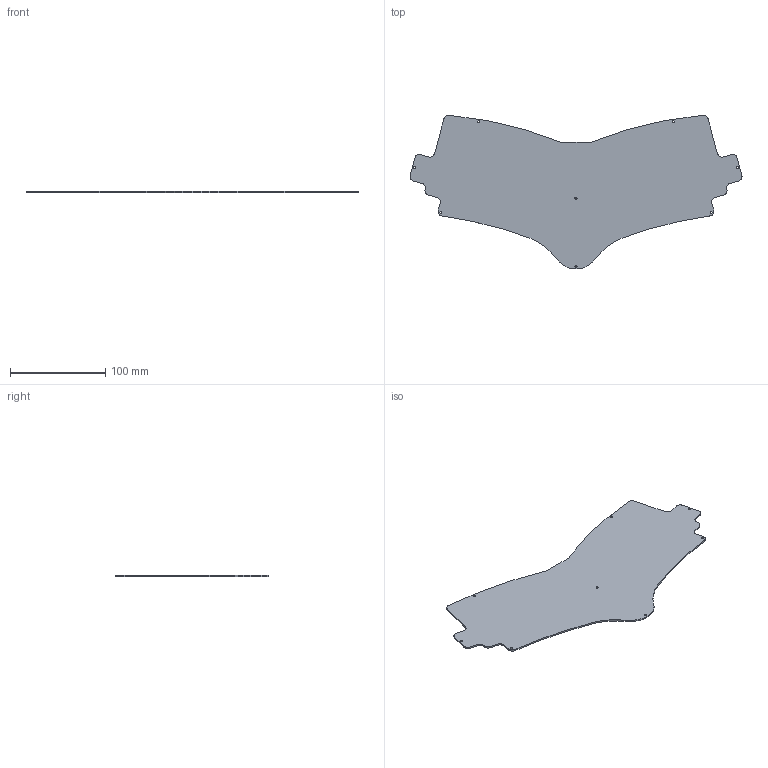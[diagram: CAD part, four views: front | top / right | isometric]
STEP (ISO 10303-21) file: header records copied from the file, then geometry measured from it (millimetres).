
FILE_DESCRIPTION(('KiCad electronic assembly'),'2;1');
FILE_NAME('baseplate.step','2024-05-26T02:14:56',('Pcbnew'),('Kicad'), 'Open CASCADE STEP processor 7.7','KiCad to STEP converter','Unknown' );
FILE_SCHEMA(('AUTOMOTIVE_DESIGN { 1 0 10303 214 1 1 1 1 }'));
Length unit declared in the file: millimetre
Products named in the file (2): baseplate 1; Ashwing66_baseplate_PCB
Assembly tree (1 placements, depth 2):
  baseplate 1
    Ashwing66_baseplate_PCB
Bounding box: 348.57 x 161.06 x 1.6 mm (x, y, z)
Volume: 55286.8 mm3; surface area: 70622.5 mm2
Topology: 1 solids, 1 shells, 46 faces, 132 edges, 88 vertices
Faces by surface type: cylinder 31, plane 15
Full cylindrical faces by diameter (mm): 2.2 x8
Entity records: 1607 total; most frequent: DIRECTION 290, CARTESIAN_POINT 268, ORIENTED_EDGE 264, EDGE_CURVE 132, AXIS2_PLACEMENT_3D 110, VERTEX_POINT 88, LINE 70, VECTOR 70
